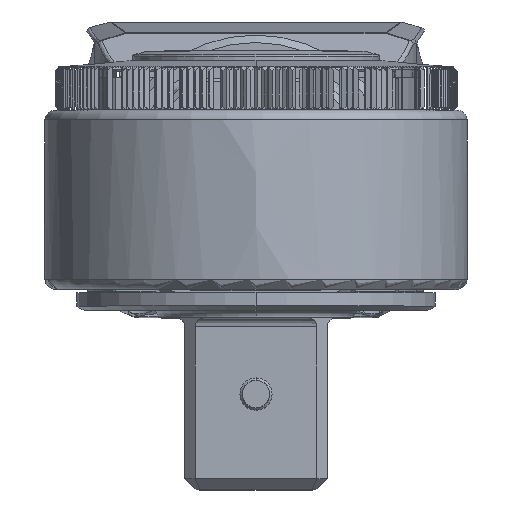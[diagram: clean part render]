
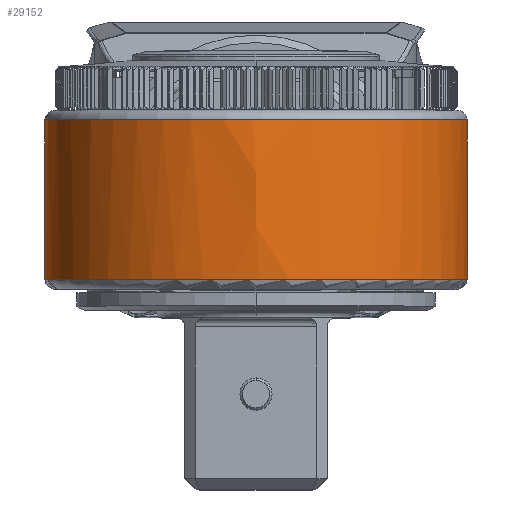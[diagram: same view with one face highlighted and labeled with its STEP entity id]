
A CAD part, top view. The second image highlights one B-rep face of the part: STEP entity #29152.
In plain terms, the highlighted free-form (B-spline) face has degree [3, 3] with [7, 4] control points.
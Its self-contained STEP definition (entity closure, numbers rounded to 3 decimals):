
#29034=CARTESIAN_POINT('',(-24.988,25.551,
482.35));
#29035=CARTESIAN_POINT('',(-25.614,25.551,
483.542));
#29036=CARTESIAN_POINT('',(-26.706,25.551,
486.029));
#29037=CARTESIAN_POINT('',(-27.817,25.551,
490.098));
#29038=CARTESIAN_POINT('',(-28.289,25.551,
494.177));
#29039=CARTESIAN_POINT('',(-28.212,25.551,
497.935));
#29040=CARTESIAN_POINT('',(-27.606,25.551,
501.863));
#29041=CARTESIAN_POINT('',(-26.41,25.551,
505.752));
#29042=CARTESIAN_POINT('',(-24.689,25.55,
509.407));
#29043=CARTESIAN_POINT('',(-22.39,25.551,
512.875));
#29044=CARTESIAN_POINT('',(-19.634,25.55,
515.959));
#29045=CARTESIAN_POINT('',(-16.203,25.551,
518.781));
#29046=CARTESIAN_POINT('',(-12.567,25.551,
520.926));
#29047=CARTESIAN_POINT('',(-8.491,25.551,
522.597));
#29048=CARTESIAN_POINT('',(-3.831,25.551,
523.634));
#29049=CARTESIAN_POINT('',(0.277,25.551,
523.869));
#29050=CARTESIAN_POINT('',(4.257,25.551,523.571));
#29051=CARTESIAN_POINT('',(8.449,25.551,522.614));
#29052=CARTESIAN_POINT('',(12.153,25.551,521.153));
#29053=CARTESIAN_POINT('',(15.432,25.551,519.336));
#29054=CARTESIAN_POINT('',(18.622,25.551,516.955));
#29055=CARTESIAN_POINT('',(21.448,25.551,514.133));
#29056=CARTESIAN_POINT('',(23.854,25.551,510.949));
#29057=CARTESIAN_POINT('',(25.843,25.551,507.342));
#29058=CARTESIAN_POINT('',(27.314,25.551,503.417));
#29059=CARTESIAN_POINT('',(28.202,25.551,499.155));
#29060=CARTESIAN_POINT('',(28.43,25.551,494.978));
#29061=CARTESIAN_POINT('',(28.031,25.551,490.625));
#29062=CARTESIAN_POINT('',(26.872,25.551,486.169));
#29063=CARTESIAN_POINT('',(25.732,25.551,483.576));
#29064=CARTESIAN_POINT('',(25.088,25.551,482.35));
#29066=CARTESIAN_POINT('',(-45.102,14.85,
519.213));
#29067=DIRECTION('',(-0.465,0.,-0.885));
#29068=DIRECTION('',(0.877,0.134,-0.461));
#29069=AXIS2_PLACEMENT_3D('',#29066,#29067,#29068);
#29071=CARTESIAN_POINT('',(25.088,4.149,482.35));
#29072=CARTESIAN_POINT('',(25.714,4.149,483.542));
#29073=CARTESIAN_POINT('',(26.806,4.149,486.029));
#29074=CARTESIAN_POINT('',(27.917,4.149,490.098));
#29075=CARTESIAN_POINT('',(28.389,4.149,494.177));
#29076=CARTESIAN_POINT('',(28.312,4.149,497.935));
#29077=CARTESIAN_POINT('',(27.706,4.149,501.863));
#29078=CARTESIAN_POINT('',(26.51,4.149,505.752));
#29079=CARTESIAN_POINT('',(24.789,4.15,509.407));
#29080=CARTESIAN_POINT('',(22.49,4.149,512.875));
#29081=CARTESIAN_POINT('',(19.734,4.149,515.959));
#29082=CARTESIAN_POINT('',(16.303,4.149,518.781));
#29083=CARTESIAN_POINT('',(12.667,4.149,520.926));
#29084=CARTESIAN_POINT('',(8.591,4.149,522.597));
#29085=CARTESIAN_POINT('',(3.931,4.149,523.634));
#29086=CARTESIAN_POINT('',(-0.177,4.149,
523.869));
#29087=CARTESIAN_POINT('',(-4.157,4.149,
523.571));
#29088=CARTESIAN_POINT('',(-8.349,4.149,
522.614));
#29089=CARTESIAN_POINT('',(-12.053,4.149,
521.153));
#29090=CARTESIAN_POINT('',(-15.332,4.149,
519.336));
#29091=CARTESIAN_POINT('',(-18.522,4.149,
516.955));
#29092=CARTESIAN_POINT('',(-21.348,4.149,
514.133));
#29093=CARTESIAN_POINT('',(-23.754,4.149,
510.949));
#29094=CARTESIAN_POINT('',(-25.743,4.149,
507.342));
#29095=CARTESIAN_POINT('',(-27.214,4.149,
503.417));
#29096=CARTESIAN_POINT('',(-28.102,4.149,
499.155));
#29097=CARTESIAN_POINT('',(-28.33,4.149,
494.978));
#29098=CARTESIAN_POINT('',(-27.932,4.149,
490.625));
#29099=CARTESIAN_POINT('',(-26.772,4.149,
486.169));
#29100=CARTESIAN_POINT('',(-25.632,4.149,
483.576));
#29101=CARTESIAN_POINT('',(-24.988,4.149,
482.35));
#29103=CARTESIAN_POINT('',(45.202,14.85,519.213));
#29104=DIRECTION('',(0.465,0.,-0.885));
#29105=DIRECTION('',(-0.877,-0.134,-0.461));
#29106=AXIS2_PLACEMENT_3D('',#29103,#29104,#29105);
#29108=VERTEX_POINT('',#29034);
#29109=VERTEX_POINT('',#29064);
#29110=CARTESIAN_POINT('',(25.088,4.149,482.35));
#29111=VERTEX_POINT('',#29110);
#29112=VERTEX_POINT('',#29101);
#29113=CARTESIAN_POINT('',(23.875,25.976,480.371));
#29114=CARTESIAN_POINT('',(24.751,18.583,479.814));
#29115=CARTESIAN_POINT('',(24.751,11.117,479.814));
#29116=CARTESIAN_POINT('',(23.875,3.724,480.371));
#29117=CARTESIAN_POINT('',(37.382,25.976,501.641));
#29118=CARTESIAN_POINT('',(38.755,18.583,501.867));
#29119=CARTESIAN_POINT('',(38.755,11.117,501.867));
#29120=CARTESIAN_POINT('',(37.382,3.724,501.641));
#29121=CARTESIAN_POINT('',(25.246,25.976,523.723));
#29122=CARTESIAN_POINT('',(26.173,18.583,524.761));
#29123=CARTESIAN_POINT('',(26.173,11.117,524.761));
#29124=CARTESIAN_POINT('',(25.246,3.724,523.723));
#29125=CARTESIAN_POINT('',(0.05,25.976,
523.723));
#29126=CARTESIAN_POINT('',(0.05,18.583,
524.761));
#29127=CARTESIAN_POINT('',(0.05,11.117,
524.761));
#29128=CARTESIAN_POINT('',(0.05,3.724,
523.723));
#29129=CARTESIAN_POINT('',(-25.146,25.976,
523.723));
#29130=CARTESIAN_POINT('',(-26.073,18.583,
524.761));
#29131=CARTESIAN_POINT('',(-26.073,11.117,
524.761));
#29132=CARTESIAN_POINT('',(-25.146,3.724,
523.723));
#29133=CARTESIAN_POINT('',(-37.282,25.976,
501.641));
#29134=CARTESIAN_POINT('',(-38.655,18.583,
501.867));
#29135=CARTESIAN_POINT('',(-38.655,11.117,
501.867));
#29136=CARTESIAN_POINT('',(-37.282,3.724,
501.641));
#29137=CARTESIAN_POINT('',(-23.775,25.976,
480.371));
#29138=CARTESIAN_POINT('',(-24.651,18.583,
479.814));
#29139=CARTESIAN_POINT('',(-24.651,11.117,
479.814));
#29140=CARTESIAN_POINT('',(-23.775,3.724,
480.371));
#29141=(BOUNDED_SURFACE()B_SPLINE_SURFACE(3,3,((#29113,#29114,#29115,#29116),(
#29117,#29118,#29119,#29120),(#29121,#29122,#29123,#29124),(#29125,#29126,
#29127,#29128),(#29129,#29130,#29131,#29132),(#29133,#29134,#29135,#29136),(
#29137,#29138,#29139,#29140)),.UNSPECIFIED.,.F.,.F.,.F.)B_SPLINE_SURFACE_WITH_KNOTS((4,3,4),(4,4),(0.,1.,2.),(0.,1.),.UNSPECIFIED.)GEOMETRIC_REPRESENTATION_ITEM()RATIONAL_B_SPLINE_SURFACE(((1.356,1.348,
1.348,1.356),(0.888,0.882,
0.882,0.888),(0.888,0.882,
0.882,0.888),(1.356,1.348,
1.348,1.356),(0.888,0.882,
0.882,0.888),(0.888,0.882,
0.882,0.888),(1.356,1.348,
1.348,1.356)))REPRESENTATION_ITEM('')SURFACE());
#29143=ORIENTED_EDGE('',*,*,#29142,.T.);
#29145=ORIENTED_EDGE('',*,*,#29144,.T.);
#29147=ORIENTED_EDGE('',*,*,#29146,.T.);
#29149=ORIENTED_EDGE('',*,*,#29148,.T.);
#29150=EDGE_LOOP('',(#29143,#29145,#29147,#29149));
#29151=FACE_OUTER_BOUND('',#29150,.F.);
#29065=B_SPLINE_CURVE_WITH_KNOTS('',3,(#29034,#29035,#29036,#29037,#29038,
#29039,#29040,#29041,#29042,#29043,#29044,#29045,#29046,#29047,#29048,#29049,
#29050,#29051,#29052,#29053,#29054,#29055,#29056,#29057,#29058,#29059,#29060,
#29061,#29062,#29063,#29064),.UNSPECIFIED.,.F.,.F.,(4,1,1,1,1,1,1,1,1,1,1,1,1,1,
1,1,1,1,1,1,1,1,1,1,1,1,1,1,4),(0.,0.036,0.071,
0.107,0.143,0.179,0.214,0.25,
0.286,0.321,0.357,0.393,
0.429,0.464,0.5,0.536,0.571,
0.607,0.643,0.679,0.714,0.75,
0.786,0.821,0.857,0.893,
0.929,0.964,1.),.UNSPECIFIED.);
#29070=CIRCLE('',#29069,80.);
#29102=B_SPLINE_CURVE_WITH_KNOTS('',3,(#29071,#29072,#29073,#29074,#29075,
#29076,#29077,#29078,#29079,#29080,#29081,#29082,#29083,#29084,#29085,#29086,
#29087,#29088,#29089,#29090,#29091,#29092,#29093,#29094,#29095,#29096,#29097,
#29098,#29099,#29100,#29101),.UNSPECIFIED.,.F.,.F.,(4,1,1,1,1,1,1,1,1,1,1,1,1,1,
1,1,1,1,1,1,1,1,1,1,1,1,1,1,4),(0.,0.036,0.071,
0.107,0.143,0.179,0.214,0.25,
0.286,0.321,0.357,0.393,
0.429,0.464,0.5,0.536,0.571,
0.607,0.643,0.679,0.714,0.75,
0.786,0.821,0.857,0.893,
0.929,0.964,1.),.UNSPECIFIED.);
#29107=CIRCLE('',#29106,80.);
#29142=EDGE_CURVE('',#29108,#29109,#29065,.T.);
#29144=EDGE_CURVE('',#29109,#29111,#29070,.T.);
#29146=EDGE_CURVE('',#29111,#29112,#29102,.T.);
#29148=EDGE_CURVE('',#29112,#29108,#29107,.T.);
#29152=ADVANCED_FACE('',(#29151),#29141,.T.);
